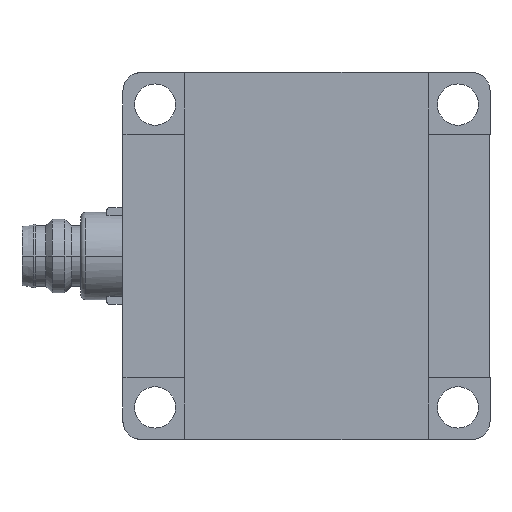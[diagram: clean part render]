
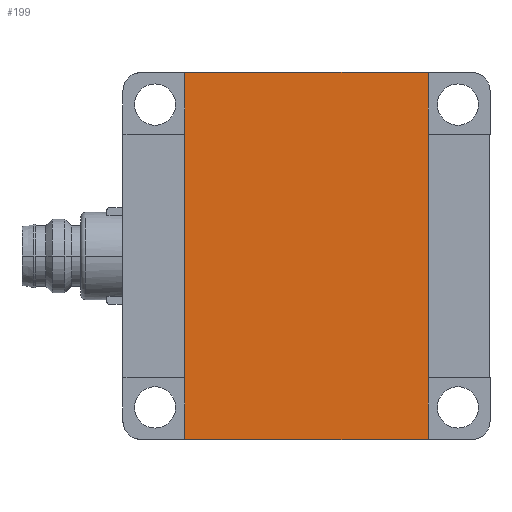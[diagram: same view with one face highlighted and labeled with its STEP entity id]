
A CAD part, front view. The second image highlights one B-rep face of the part: STEP entity #199.
In plain terms, the highlighted planar face has unit normal (0, -1, 0).
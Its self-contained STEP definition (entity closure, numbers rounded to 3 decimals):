
#199=ADVANCED_FACE('',(#522),#523,.T.);
#522=FACE_OUTER_BOUND('',#845,.T.);
#523=PLANE('',#846);
#845=EDGE_LOOP('',(#2140,#2141,#2142,#2143,#2144,#2145));
#846=AXIS2_PLACEMENT_3D('',#2146,#2147,#2148);
#2140=ORIENTED_EDGE('',*,*,#2500,.F.);
#2141=ORIENTED_EDGE('',*,*,#2568,.T.);
#2142=ORIENTED_EDGE('',*,*,#2563,.F.);
#2143=ORIENTED_EDGE('',*,*,#2548,.F.);
#2144=ORIENTED_EDGE('',*,*,#2560,.F.);
#2145=ORIENTED_EDGE('',*,*,#2553,.F.);
#2146=CARTESIAN_POINT('',(19.999,0.201,-25.0));
#2147=DIRECTION('',(0.,-1.,0.0));
#2148=DIRECTION('',(1.,0.,0.0));
#2500=EDGE_CURVE('',#3159,#3161,#3162,.T.);
#2548=EDGE_CURVE('',#3234,#3227,#3236,.T.);
#2553=EDGE_CURVE('',#3161,#3242,#3243,.T.);
#2560=EDGE_CURVE('',#3242,#3234,#3252,.T.);
#2563=EDGE_CURVE('',#3227,#3256,#3257,.T.);
#2568=EDGE_CURVE('',#3159,#3256,#3263,.T.);
#3159=VERTEX_POINT('',#4124);
#3161=VERTEX_POINT('',#4127);
#3162=LINE('',#4128,#4129);
#3227=VERTEX_POINT('',#4250);
#3234=VERTEX_POINT('',#4261);
#3236=LINE('',#4264,#4265);
#3242=VERTEX_POINT('',#4275);
#3243=LINE('',#4276,#4277);
#3252=LINE('',#4292,#4293);
#3256=VERTEX_POINT('',#4299);
#3257=LINE('',#4300,#4301);
#3263=LINE('',#4311,#4312);
#4124=CARTESIAN_POINT('',(33.25,0.202,-20.));
#4127=CARTESIAN_POINT('',(6.748,0.2,-20.));
#4128=CARTESIAN_POINT('',(7.5,0.2,-20.));
#4129=VECTOR('',#4899,1.0);
#4250=CARTESIAN_POINT('',(6.748,0.2,20.0));
#4261=CARTESIAN_POINT('',(6.748,0.2,13.252));
#4264=CARTESIAN_POINT('',(6.748,0.2,-25.0));
#4265=VECTOR('',#4964,1.0);
#4275=CARTESIAN_POINT('',(6.748,0.2,-13.252));
#4276=CARTESIAN_POINT('',(6.748,0.2,-25.0));
#4277=VECTOR('',#4969,1.0);
#4292=CARTESIAN_POINT('',(6.748,0.2,-25.0));
#4293=VECTOR('',#4976,1.0);
#4299=CARTESIAN_POINT('',(33.25,0.202,20.));
#4300=CARTESIAN_POINT('',(7.5,0.2,20.));
#4301=VECTOR('',#4979,1.0);
#4311=CARTESIAN_POINT('',(33.25,0.202,-25.0));
#4312=VECTOR('',#4984,1.0);
#4899=DIRECTION('',(-1.,0.,0.));
#4964=DIRECTION('',(0.0,0.0,1.0));
#4969=DIRECTION('',(0.0,0.0,1.0));
#4976=DIRECTION('',(0.0,0.0,1.0));
#4979=DIRECTION('',(1.,0.,0.));
#4984=DIRECTION('',(0.0,0.0,1.0));
